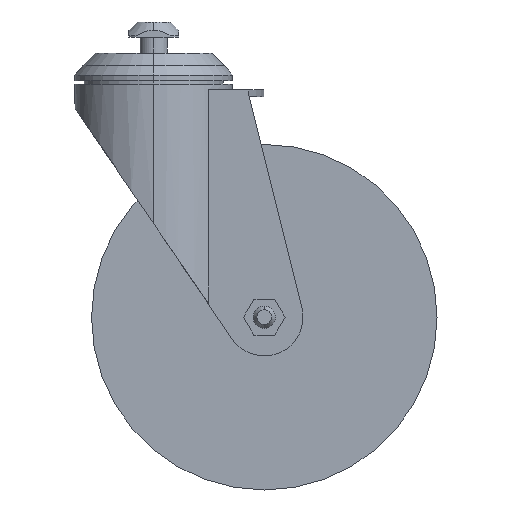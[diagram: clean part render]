
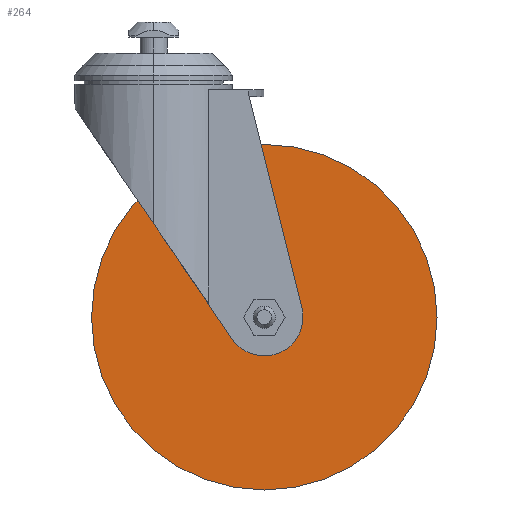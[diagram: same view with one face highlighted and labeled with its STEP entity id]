
A CAD part, front view. The second image highlights one B-rep face of the part: STEP entity #264.
In plain terms, the highlighted planar face has unit normal (0, -1, 0).
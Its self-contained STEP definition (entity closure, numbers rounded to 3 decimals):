
#264=ADVANCED_FACE('',(#535,#536),#537,.T.);
#535=FACE_OUTER_BOUND('',#799,.T.);
#536=FACE_BOUND('',#800,.T.);
#537=PLANE('',#801);
#799=EDGE_LOOP('',(#1512,#1513));
#800=EDGE_LOOP('',(#1514,#1515));
#801=AXIS2_PLACEMENT_3D('',#1516,#1517,#1518);
#1512=ORIENTED_EDGE('',*,*,#1530,.F.);
#1513=ORIENTED_EDGE('',*,*,#1805,.F.);
#1514=ORIENTED_EDGE('',*,*,#1537,.T.);
#1515=ORIENTED_EDGE('',*,*,#1803,.T.);
#1516=CARTESIAN_POINT('',(40.,-16.0,-132.15));
#1517=DIRECTION('',(0.,-1.0,0.0));
#1518=DIRECTION('',(-1.0,0.,0.0));
#1530=EDGE_CURVE('',#1809,#1812,#1813,.T.);
#1537=EDGE_CURVE('',#1819,#1823,#1825,.T.);
#1803=EDGE_CURVE('',#1823,#1819,#2213,.T.);
#1805=EDGE_CURVE('',#1812,#1809,#2215,.T.);
#1809=VERTEX_POINT('',#2219);
#1812=VERTEX_POINT('',#2223);
#1813=CIRCLE('',#2224,62.5);
#1819=VERTEX_POINT('',#2231);
#1823=VERTEX_POINT('',#2236);
#1825=CIRCLE('',#2239,10.8);
#2213=CIRCLE('',#2789,10.8);
#2215=CIRCLE('',#2791,62.5);
#2219=CARTESIAN_POINT('',(40.,-16.0,-158.));
#2223=CARTESIAN_POINT('',(40.,-16.0,-33.));
#2224=AXIS2_PLACEMENT_3D('',#2795,#2796,#2797);
#2231=CARTESIAN_POINT('',(40.,-16.0,-106.3));
#2236=CARTESIAN_POINT('',(40.,-16.0,-84.7));
#2239=AXIS2_PLACEMENT_3D('',#2807,#2808,#2809);
#2789=AXIS2_PLACEMENT_3D('',#3140,#3141,#3142);
#2791=AXIS2_PLACEMENT_3D('',#3143,#3144,#3145);
#2795=CARTESIAN_POINT('',(40.,-16.0,-95.5));
#2796=DIRECTION('',(0.,1.0,0.));
#2797=DIRECTION('',(0.,0.,-1.0));
#2807=CARTESIAN_POINT('',(40.,-16.0,-95.5));
#2808=DIRECTION('',(0.,1.0,0.));
#2809=DIRECTION('',(0.,0.,-1.0));
#3140=CARTESIAN_POINT('',(40.,-16.0,-95.5));
#3141=DIRECTION('',(0.,1.0,0.));
#3142=DIRECTION('',(0.,0.,-1.0));
#3143=CARTESIAN_POINT('',(40.,-16.0,-95.5));
#3144=DIRECTION('',(0.,1.0,0.));
#3145=DIRECTION('',(0.,0.,-1.0));
